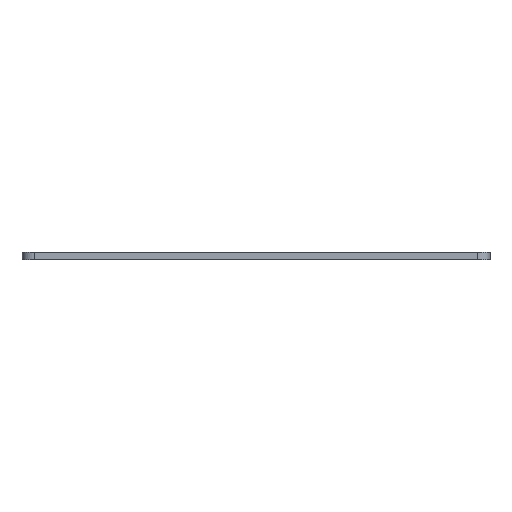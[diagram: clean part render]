
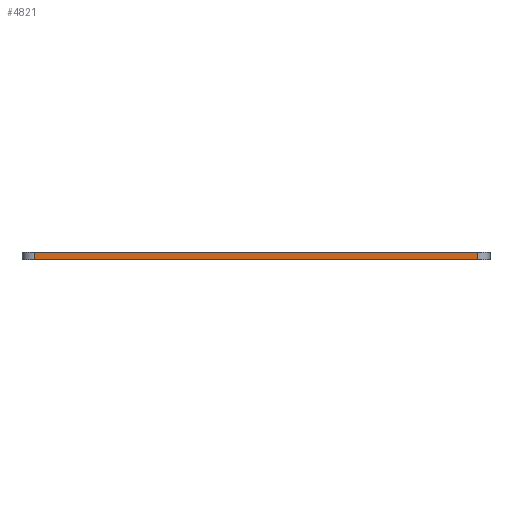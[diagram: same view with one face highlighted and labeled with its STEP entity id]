
A CAD part, left-side view. The second image highlights one B-rep face of the part: STEP entity #4821.
In plain terms, the highlighted planar face has unit normal (-1, 0, 0).
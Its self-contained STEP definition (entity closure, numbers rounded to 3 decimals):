
#617=FACE_OUTER_BOUND('',#896,.T.);
#896=EDGE_LOOP('',(#4223,#4224,#4225,#4226));
#1128=LINE('',#7028,#1628);
#1132=LINE('',#7037,#1632);
#1216=LINE('',#7368,#1716);
#1446=LINE('',#7980,#1946);
#1628=VECTOR('',#5576,10.);
#1632=VECTOR('',#5584,10.);
#1716=VECTOR('',#5840,10.);
#1946=VECTOR('',#6530,10.);
#2083=VERTEX_POINT('',#7021);
#2086=VERTEX_POINT('',#7026);
#2089=VERTEX_POINT('',#7036);
#2250=VERTEX_POINT('',#7366);
#2610=EDGE_CURVE('',#2086,#2083,#1128,.T.);
#2614=EDGE_CURVE('',#2083,#2089,#1132,.T.);
#2780=EDGE_CURVE('',#2089,#2250,#1216,.T.);
#3086=EDGE_CURVE('',#2250,#2086,#1446,.T.);
#4223=ORIENTED_EDGE('',*,*,#2610,.F.);
#4224=ORIENTED_EDGE('',*,*,#3086,.F.);
#4225=ORIENTED_EDGE('',*,*,#2780,.F.);
#4226=ORIENTED_EDGE('',*,*,#2614,.F.);
#4591=PLANE('',#5237);
#4821=ADVANCED_FACE('',(#617),#4591,.T.);
#5237=AXIS2_PLACEMENT_3D('',#7979,#6528,#6529);
#5576=DIRECTION('',(0.,0.,-1.));
#5584=DIRECTION('',(0.,1.,0.));
#5840=DIRECTION('',(0.,0.,1.));
#6528=DIRECTION('center_axis',(-1.,0.,0.));
#6529=DIRECTION('ref_axis',(0.,-1.,0.));
#6530=DIRECTION('',(0.,-1.,0.));
#7021=CARTESIAN_POINT('',(-132.5,-105.,0.));
#7026=CARTESIAN_POINT('',(-132.5,-105.,3.));
#7028=CARTESIAN_POINT('',(-132.5,-105.,1.5));
#7036=CARTESIAN_POINT('',(-132.5,75.,0.));
#7037=CARTESIAN_POINT('',(-132.5,-80.,0.));
#7366=CARTESIAN_POINT('',(-132.5,75.,3.));
#7368=CARTESIAN_POINT('',(-132.5,75.,0.));
#7979=CARTESIAN_POINT('Origin',(-132.5,80.,0.));
#7980=CARTESIAN_POINT('',(-132.5,-80.,3.));
